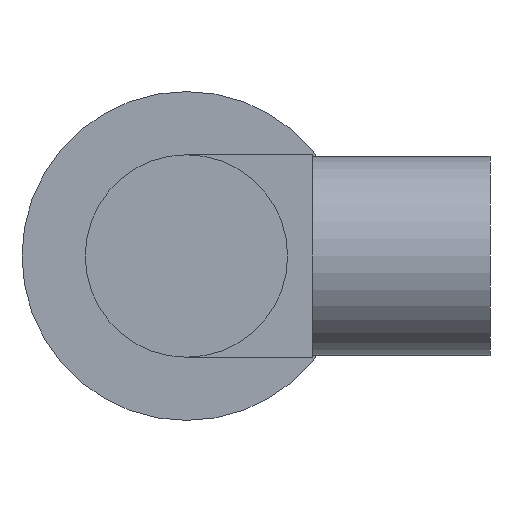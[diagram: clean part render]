
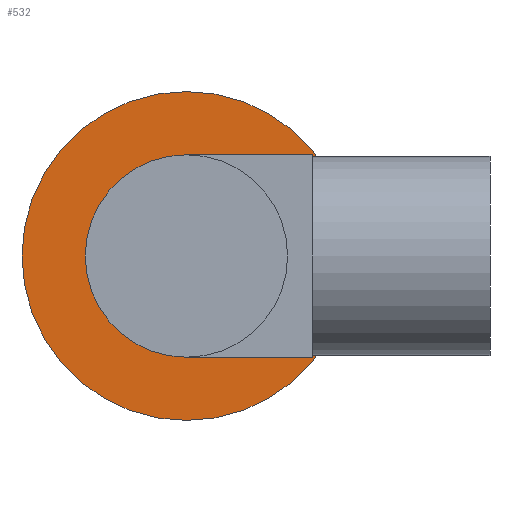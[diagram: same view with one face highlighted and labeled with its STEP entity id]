
A CAD part, left-side view. The second image highlights one B-rep face of the part: STEP entity #532.
In plain terms, the highlighted planar face has unit normal (-1, 0, 0).
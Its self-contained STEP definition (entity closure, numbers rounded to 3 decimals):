
#4 = PLANE ( 'NONE',  #113 ) ;
#11 = EDGE_LOOP ( 'NONE', ( #642, #201 ) ) ;
#12 = DIRECTION ( 'NONE',  ( -1., 0., 0. ) ) ;
#61 = DIRECTION ( 'NONE',  ( 0., 0., -1. ) ) ;
#71 = CARTESIAN_POINT ( 'NONE',  ( 135., 0., 0. ) ) ;
#91 = DIRECTION ( 'NONE',  ( 0., 0., 1. ) ) ;
#99 = CARTESIAN_POINT ( 'NONE',  ( 135., 0., -8. ) ) ;
#109 = FACE_OUTER_BOUND ( 'NONE', #11, .T. ) ;
#113 = AXIS2_PLACEMENT_3D ( 'NONE', #470, #120, #61 ) ;
#120 = DIRECTION ( 'NONE',  ( 1., 0., 0. ) ) ;
#128 = CARTESIAN_POINT ( 'NONE',  ( 135., 0., 8. ) ) ;
#134 = VERTEX_POINT ( 'NONE', #484 ) ;
#154 = VERTEX_POINT ( 'NONE', #128 ) ;
#157 = EDGE_LOOP ( 'NONE', ( #462, #485 ) ) ;
#174 = EDGE_CURVE ( 'NONE', #154, #412, #453, .T. ) ;
#178 = FACE_BOUND ( 'NONE', #157, .T. ) ;
#196 = DIRECTION ( 'NONE',  ( -1., 0., 0. ) ) ;
#201 = ORIENTED_EDGE ( 'NONE', *, *, #210, .T. ) ;
#210 = EDGE_CURVE ( 'NONE', #134, #379, #267, .T. ) ;
#219 = AXIS2_PLACEMENT_3D ( 'NONE', #71, #378, #91 ) ;
#229 = DIRECTION ( 'NONE',  ( 0., 0., 1. ) ) ;
#242 = CARTESIAN_POINT ( 'NONE',  ( 135., 0., 0. ) ) ;
#260 = AXIS2_PLACEMENT_3D ( 'NONE', #544, #196, #341 ) ;
#264 = CARTESIAN_POINT ( 'NONE',  ( 135., 0., 0. ) ) ;
#267 = CIRCLE ( 'NONE', #219, 13. ) ;
#311 = EDGE_CURVE ( 'NONE', #412, #154, #461, .T. ) ;
#341 = DIRECTION ( 'NONE',  ( 0., 0., 1. ) ) ;
#378 = DIRECTION ( 'NONE',  ( -1., 0., 0. ) ) ;
#379 = VERTEX_POINT ( 'NONE', #500 ) ;
#403 = EDGE_CURVE ( 'NONE', #379, #134, #516, .T. ) ;
#412 = VERTEX_POINT ( 'NONE', #99 ) ;
#431 = AXIS2_PLACEMENT_3D ( 'NONE', #264, #12, #229 ) ;
#453 = CIRCLE ( 'NONE', #431, 8. ) ;
#461 = CIRCLE ( 'NONE', #260, 8. ) ;
#462 = ORIENTED_EDGE ( 'NONE', *, *, #174, .F. ) ;
#470 = CARTESIAN_POINT ( 'NONE',  ( 135., 8., 0. ) ) ;
#484 = CARTESIAN_POINT ( 'NONE',  ( 135., 0., -13. ) ) ;
#485 = ORIENTED_EDGE ( 'NONE', *, *, #311, .F. ) ;
#500 = CARTESIAN_POINT ( 'NONE',  ( 135., 0., 13. ) ) ;
#516 = CIRCLE ( 'NONE', #518, 13. ) ;
#518 = AXIS2_PLACEMENT_3D ( 'NONE', #242, #599, #547 ) ;
#532 = ADVANCED_FACE ( 'NONE', ( #178, #109 ), #4, .F. ) ;
#544 = CARTESIAN_POINT ( 'NONE',  ( 135., 0., 0. ) ) ;
#547 = DIRECTION ( 'NONE',  ( 0., 0., 1. ) ) ;
#599 = DIRECTION ( 'NONE',  ( -1., 0., 0. ) ) ;
#642 = ORIENTED_EDGE ( 'NONE', *, *, #403, .T. ) ;
